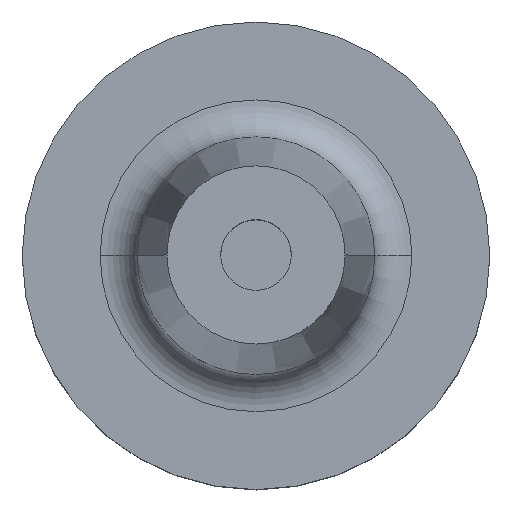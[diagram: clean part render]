
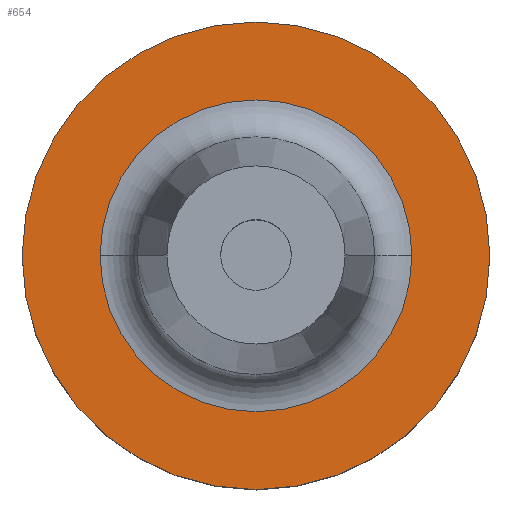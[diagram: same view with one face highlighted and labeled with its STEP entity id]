
A CAD part, top view. The second image highlights one B-rep face of the part: STEP entity #654.
In plain terms, the highlighted planar face has unit normal (0, 0, 1).
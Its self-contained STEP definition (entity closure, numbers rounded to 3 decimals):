
#8 = FACE_BOUND ( 'NONE', #140, .T. ) ;
#24 = AXIS2_PLACEMENT_3D ( 'NONE', #134, #1309, #1194 ) ;
#113 = CIRCLE ( 'NONE', #954, 31.5 ) ;
#134 = CARTESIAN_POINT ( 'NONE',  ( 0., 0., 26. ) ) ;
#140 = EDGE_LOOP ( 'NONE', ( #156, #669 ) ) ;
#150 = CARTESIAN_POINT ( 'NONE',  ( 0., 0., 26. ) ) ;
#156 = ORIENTED_EDGE ( 'NONE', *, *, #1051, .F. ) ;
#162 = DIRECTION ( 'NONE',  ( 0., 0., -1. ) ) ;
#192 = DIRECTION ( 'NONE',  ( 0., 0., 1. ) ) ;
#194 = AXIS2_PLACEMENT_3D ( 'NONE', #1355, #1095, #353 ) ;
#229 = FACE_OUTER_BOUND ( 'NONE', #1157, .T. ) ;
#313 = VERTEX_POINT ( 'NONE', #755 ) ;
#315 = VERTEX_POINT ( 'NONE', #735 ) ;
#353 = DIRECTION ( 'NONE',  ( 0., -1., 0. ) ) ;
#386 = DIRECTION ( 'NONE',  ( 0., 1., 0. ) ) ;
#434 = ORIENTED_EDGE ( 'NONE', *, *, #563, .F. ) ;
#461 = EDGE_CURVE ( 'NONE', #1409, #315, #1437, .T. ) ;
#466 = PLANE ( 'NONE',  #194 ) ;
#510 = CARTESIAN_POINT ( 'NONE',  ( 0., 0., 26. ) ) ;
#527 = DIRECTION ( 'NONE',  ( 0., 1., 0. ) ) ;
#563 = EDGE_CURVE ( 'NONE', #313, #579, #1348, .T. ) ;
#579 = VERTEX_POINT ( 'NONE', #917 ) ;
#654 = ADVANCED_FACE ( 'NONE', ( #8, #229 ), #466, .T. ) ;
#669 = ORIENTED_EDGE ( 'NONE', *, *, #461, .F. ) ;
#735 = CARTESIAN_POINT ( 'NONE',  ( -21., 0., 26. ) ) ;
#743 = AXIS2_PLACEMENT_3D ( 'NONE', #150, #192, #1106 ) ;
#755 = CARTESIAN_POINT ( 'NONE',  ( 0., 31.5, 26. ) ) ;
#773 = CIRCLE ( 'NONE', #743, 21. ) ;
#917 = CARTESIAN_POINT ( 'NONE',  ( 0., -31.5, 26. ) ) ;
#954 = AXIS2_PLACEMENT_3D ( 'NONE', #510, #162, #386 ) ;
#1051 = EDGE_CURVE ( 'NONE', #315, #1409, #773, .T. ) ;
#1062 = EDGE_CURVE ( 'NONE', #579, #313, #113, .T. ) ;
#1076 = AXIS2_PLACEMENT_3D ( 'NONE', #1151, #1161, #527 ) ;
#1095 = DIRECTION ( 'NONE',  ( 0., 0., 1. ) ) ;
#1097 = CARTESIAN_POINT ( 'NONE',  ( 21., 0., 26. ) ) ;
#1106 = DIRECTION ( 'NONE',  ( -1., 0., 0. ) ) ;
#1151 = CARTESIAN_POINT ( 'NONE',  ( 0., 0., 26. ) ) ;
#1157 = EDGE_LOOP ( 'NONE', ( #434, #1196 ) ) ;
#1161 = DIRECTION ( 'NONE',  ( 0., 0., -1. ) ) ;
#1194 = DIRECTION ( 'NONE',  ( -1., 0., 0. ) ) ;
#1196 = ORIENTED_EDGE ( 'NONE', *, *, #1062, .F. ) ;
#1309 = DIRECTION ( 'NONE',  ( 0., 0., 1. ) ) ;
#1348 = CIRCLE ( 'NONE', #1076, 31.5 ) ;
#1355 = CARTESIAN_POINT ( 'NONE',  ( 0., 0., 26. ) ) ;
#1409 = VERTEX_POINT ( 'NONE', #1097 ) ;
#1437 = CIRCLE ( 'NONE', #24, 21. ) ;
